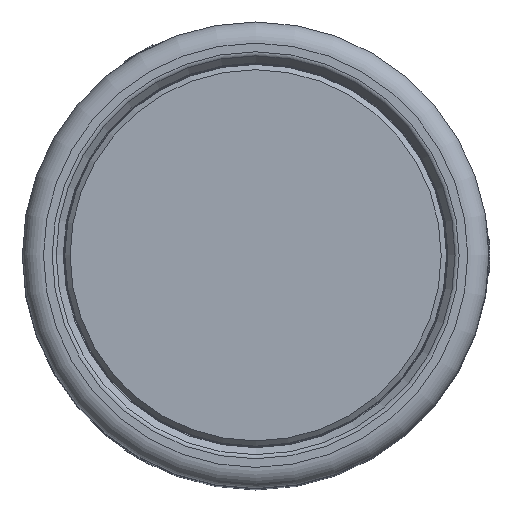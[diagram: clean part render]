
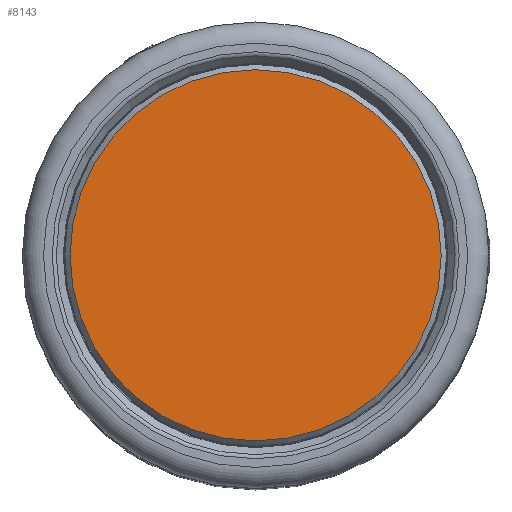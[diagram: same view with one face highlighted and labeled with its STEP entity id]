
A CAD part, top view. The second image highlights one B-rep face of the part: STEP entity #8143.
In plain terms, the highlighted planar face has unit normal (0, 0, 1).
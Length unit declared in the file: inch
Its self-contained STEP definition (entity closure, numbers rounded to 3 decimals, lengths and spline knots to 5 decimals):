
#2074=FACE_OUTER_BOUND('',#2581,.T.);
#2581=EDGE_LOOP('',(#6693));
#2899=CIRCLE('',#8762,1.09375);
#3567=VERTEX_POINT('',#18896);
#4635=EDGE_CURVE('',#3567,#3567,#2899,.T.);
#6693=ORIENTED_EDGE('',*,*,#4635,.F.);
#7279=PLANE('',#8761);
#8143=ADVANCED_FACE('',(#2074),#7279,.F.);
#8761=AXIS2_PLACEMENT_3D('',#18895,#10353,#10354);
#8762=AXIS2_PLACEMENT_3D('',#18897,#10355,#10356);
#10353=DIRECTION('center_axis',(0.,0.,
-1.));
#10354=DIRECTION('ref_axis',(1.,0.,0.));
#10355=DIRECTION('center_axis',(0.,0.,
-1.));
#10356=DIRECTION('ref_axis',(-1.,0.,0.));
#18895=CARTESIAN_POINT('Origin',(0.,0.,
1.54343));
#18896=CARTESIAN_POINT('',(1.09375,0.,1.54343));
#18897=CARTESIAN_POINT('Origin',(0.,0.,
1.54343));
